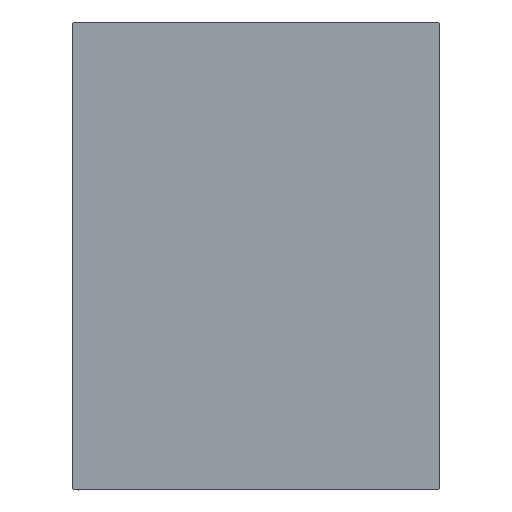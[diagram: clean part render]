
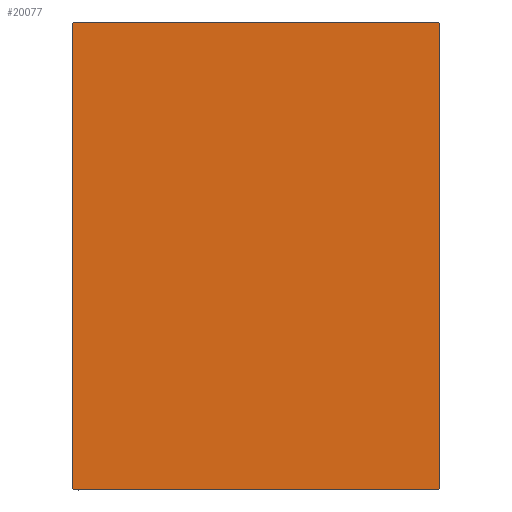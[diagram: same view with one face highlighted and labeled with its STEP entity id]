
A CAD part, left-side view. The second image highlights one B-rep face of the part: STEP entity #20077.
In plain terms, the highlighted face is planar.
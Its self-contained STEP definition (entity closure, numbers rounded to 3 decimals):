
#722 = FACE_OUTER_BOUND ( 'NONE', #1251, .T. ) ;
#1145 = LINE ( 'NONE', #3979, #34564 ) ;
#1251 = EDGE_LOOP ( 'NONE', ( #15831, #22725, #10236, #7104, #39513, #17315, #35033, #17236 ) ) ;
#1429 = CARTESIAN_POINT ( 'NONE',  ( 133., -55., 69.7 ) ) ;
#2215 = VECTOR ( 'NONE', #9943, 1000. ) ;
#2832 = CARTESIAN_POINT ( 'NONE',  ( 133., -55., -70. ) ) ;
#2970 = LINE ( 'NONE', #19928, #2215 ) ;
#3979 = CARTESIAN_POINT ( 'NONE',  ( 133., -55., 70. ) ) ;
#4416 = DIRECTION ( 'NONE',  ( 0., 0., -1. ) ) ;
#6210 = VERTEX_POINT ( 'NONE', #36647 ) ;
#6214 = VERTEX_POINT ( 'NONE', #42776 ) ;
#7104 = ORIENTED_EDGE ( 'NONE', *, *, #9421, .T. ) ;
#8804 = DIRECTION ( 'NONE',  ( 0., -0.707, 0.707 ) ) ;
#9421 = EDGE_CURVE ( 'NONE', #6214, #15573, #41856, .T. ) ;
#9690 = VERTEX_POINT ( 'NONE', #17664 ) ;
#9943 = DIRECTION ( 'NONE',  ( 0., -0.707, -0.707 ) ) ;
#10236 = ORIENTED_EDGE ( 'NONE', *, *, #26428, .T. ) ;
#12124 = LINE ( 'NONE', #42135, #18326 ) ;
#12647 = LINE ( 'NONE', #2832, #25919 ) ;
#13160 = VERTEX_POINT ( 'NONE', #30160 ) ;
#13394 = VECTOR ( 'NONE', #30702, 1000. ) ;
#13777 = CARTESIAN_POINT ( 'NONE',  ( 133., -55., -69.7 ) ) ;
#14617 = CARTESIAN_POINT ( 'NONE',  ( 133., -62.35, -62.35 ) ) ;
#15573 = VERTEX_POINT ( 'NONE', #23696 ) ;
#15831 = ORIENTED_EDGE ( 'NONE', *, *, #39940, .T. ) ;
#17236 = ORIENTED_EDGE ( 'NONE', *, *, #32800, .T. ) ;
#17315 = ORIENTED_EDGE ( 'NONE', *, *, #30610, .T. ) ;
#17581 = CARTESIAN_POINT ( 'NONE',  ( 133., 62.35, -62.35 ) ) ;
#17664 = CARTESIAN_POINT ( 'NONE',  ( 133., 55., -69.7 ) ) ;
#18326 = VECTOR ( 'NONE', #35578, 1000. ) ;
#18788 = EDGE_CURVE ( 'NONE', #6210, #9690, #37372, .T. ) ;
#19212 = DIRECTION ( 'NONE',  ( 0., 0., 1. ) ) ;
#19886 = VERTEX_POINT ( 'NONE', #1429 ) ;
#19928 = CARTESIAN_POINT ( 'NONE',  ( 133., -62.35, 62.35 ) ) ;
#20077 = ADVANCED_FACE ( 'NONE', ( #722 ), #24000, .T. ) ;
#20671 = VERTEX_POINT ( 'NONE', #24250 ) ;
#20713 = VECTOR ( 'NONE', #19212, 1000. ) ;
#22725 = ORIENTED_EDGE ( 'NONE', *, *, #18788, .T. ) ;
#23696 = CARTESIAN_POINT ( 'NONE',  ( 133., 54.7, 70. ) ) ;
#24000 = PLANE ( 'NONE',  #35843 ) ;
#24250 = CARTESIAN_POINT ( 'NONE',  ( 133., -54.7, 70. ) ) ;
#24312 = DIRECTION ( 'NONE',  ( 0., 0.707, 0.707 ) ) ;
#24434 = CARTESIAN_POINT ( 'NONE',  ( 133., 62.35, 62.35 ) ) ;
#24757 = EDGE_CURVE ( 'NONE', #19886, #41841, #1145, .T. ) ;
#25884 = DIRECTION ( 'NONE',  ( 0., 1., 0. ) ) ;
#25919 = VECTOR ( 'NONE', #25884, 1000. ) ;
#26054 = VECTOR ( 'NONE', #24312, 1000. ) ;
#26428 = EDGE_CURVE ( 'NONE', #9690, #6214, #28783, .T. ) ;
#27484 = CARTESIAN_POINT ( 'NONE',  ( 133., 0., 0. ) ) ;
#28783 = LINE ( 'NONE', #42075, #20713 ) ;
#30160 = CARTESIAN_POINT ( 'NONE',  ( 133., -54.7, -70. ) ) ;
#30610 = EDGE_CURVE ( 'NONE', #20671, #19886, #2970, .T. ) ;
#30702 = DIRECTION ( 'NONE',  ( 0., 0.707, -0.707 ) ) ;
#32800 = EDGE_CURVE ( 'NONE', #41841, #13160, #40947, .T. ) ;
#33781 = DIRECTION ( 'NONE',  ( 0., 0., -1. ) ) ;
#34564 = VECTOR ( 'NONE', #4416, 1000. ) ;
#35033 = ORIENTED_EDGE ( 'NONE', *, *, #24757, .T. ) ;
#35578 = DIRECTION ( 'NONE',  ( 0., -1., 0. ) ) ;
#35843 = AXIS2_PLACEMENT_3D ( 'NONE', #27484, #37057, #33781 ) ;
#36647 = CARTESIAN_POINT ( 'NONE',  ( 133., 54.7, -70. ) ) ;
#37057 = DIRECTION ( 'NONE',  ( 1., 0., 0. ) ) ;
#37372 = LINE ( 'NONE', #17581, #26054 ) ;
#39513 = ORIENTED_EDGE ( 'NONE', *, *, #40427, .T. ) ;
#39940 = EDGE_CURVE ( 'NONE', #13160, #6210, #12647, .T. ) ;
#40427 = EDGE_CURVE ( 'NONE', #15573, #20671, #12124, .T. ) ;
#40947 = LINE ( 'NONE', #14617, #13394 ) ;
#41841 = VERTEX_POINT ( 'NONE', #13777 ) ;
#41856 = LINE ( 'NONE', #24434, #42667 ) ;
#42075 = CARTESIAN_POINT ( 'NONE',  ( 133., 55., -70. ) ) ;
#42135 = CARTESIAN_POINT ( 'NONE',  ( 133., 55., 70. ) ) ;
#42667 = VECTOR ( 'NONE', #8804, 1000. ) ;
#42776 = CARTESIAN_POINT ( 'NONE',  ( 133., 55., 69.7 ) ) ;
